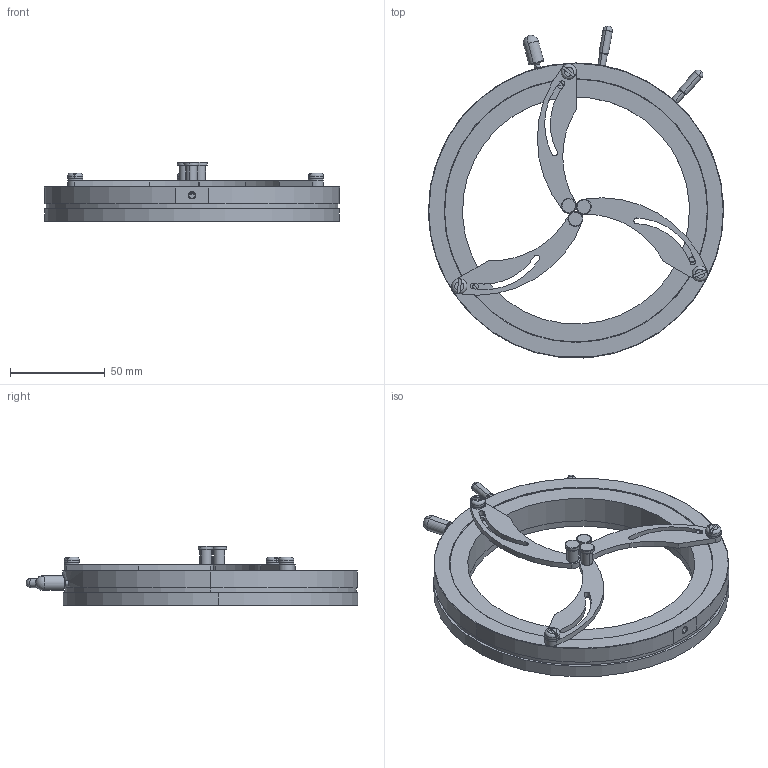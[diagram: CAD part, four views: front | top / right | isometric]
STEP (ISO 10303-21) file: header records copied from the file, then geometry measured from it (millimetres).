
FILE_DESCRIPTION (( 'STEP AP203' ), '1' );
FILE_NAME ('1.1.4.4，ZJX-120，标准自定心调整架，支持镜片尺寸φ120mm，A.STEP', '2023-08-21T06:11:12', ( '' ), ( '' ), 'SwSTEP 2.0', 'SolidWorks 2021', '' );
FILE_SCHEMA (( 'CONFIG_CONTROL_DESIGN' ));
Length unit declared in the file: millimetre
Products named in the file (1): 1.1.4.4，ZJX-120，标准自定心调整架，支持镜片尺寸φ120mm，A
Bounding box: 156 x 175.42 x 31.7 mm (x, y, z)
Surface area: 51941.2 mm2 (no closed solid volume)
Topology: 0 solids, 35 shells, 380 faces, 1005 edges, 675 vertices
Faces by surface type: plane 148, cylinder 125, cone 59, torus 42, sphere 6
Entity records: 12453 total; most frequent: CARTESIAN_POINT 2807, DIRECTION 2136, ORIENTED_EDGE 1808, EDGE_CURVE 993, AXIS2_PLACEMENT_3D 886, VERTEX_POINT 669, CIRCLE 505, EDGE_LOOP 461
